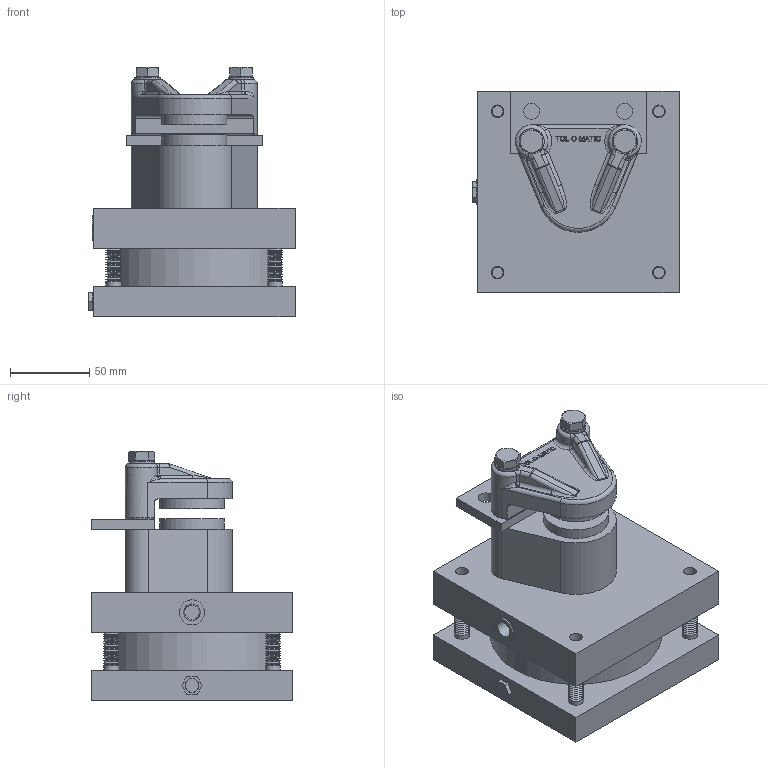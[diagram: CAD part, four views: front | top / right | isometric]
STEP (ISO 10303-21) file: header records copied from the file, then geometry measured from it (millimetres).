
FILE_DESCRIPTION (( 'STEP AP203' ), '1' );
FILE_NAME ('07600016_07600016-486994-1.step', '2025-04-24T20:18:06', ( '' ), ( '' ), 'SwSTEP 2.0', 'SolidWorks 2024', '' );
FILE_SCHEMA (( 'CONFIG_CONTROL_DESIGN' ));
Length unit declared in the file: inch
Products named in the file (2): 07600016_07600016-486994-1; Base_07600016_07600016-486994-1
Assembly tree (1 placements, depth 2):
  07600016_07600016-486994-1
    Base_07600016_07600016-486994-1
Bounding box: 129.79 x 127 x 156.95 mm (x, y, z)
Volume: 1192425.2 mm3; surface area: 130985.6 mm2
Topology: 1 solids, 53 shells, 665 faces, 1529 edges, 937 vertices
Faces by surface type: cone 231, plane 228, cylinder 134, bspline 36, torus 28, sphere 8
Full cylindrical faces by diameter (mm): 7.937 x52, 8.382 x1, 8.433 x4, 8.719 x1, 8.731 x1, 9.271 x1, 9.525 x6, 9.906 x2, 10.084 x2, 10.287 x1, 11.1 x2, 11.112 x1, 11.125 x1, 13.716 x1, 14.275 x2, 14.287 x4, 15.494 x4, 15.748 x1, 15.875 x2, 22.276 x2, 28.321 x1, 34.646 x1, 40.894 x2, 41.046 x1, 101.346 x1, 106.324 x1, 107.95 x1, 109.271 x1
Entity records: 18734 total; most frequent: CARTESIAN_POINT 5588, DIRECTION 2720, ORIENTED_EDGE 2126, AXIS2_PLACEMENT_3D 1128, EDGE_LOOP 1081, EDGE_CURVE 1063, VERTEX_POINT 814, FACE_OUTER_BOUND 776
